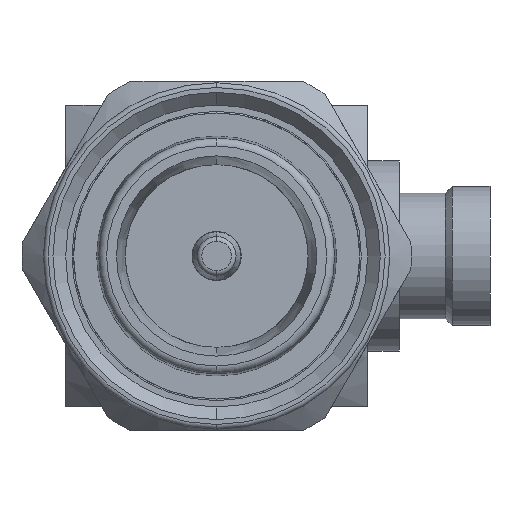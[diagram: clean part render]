
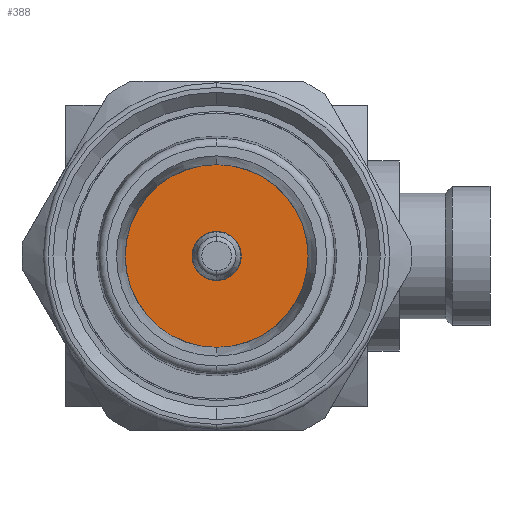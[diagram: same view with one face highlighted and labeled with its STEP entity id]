
A CAD part, left-side view. The second image highlights one B-rep face of the part: STEP entity #388.
In plain terms, the highlighted planar face has unit normal (-1, 0, 0).
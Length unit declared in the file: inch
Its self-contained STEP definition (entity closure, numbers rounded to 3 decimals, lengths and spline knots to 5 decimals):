
#5 = DIRECTION ( 'NONE',  ( 0., 0., -1. ) ) ;
#388 = ADVANCED_FACE ( 'NONE', ( #3766, #5400 ), #5357, .F. ) ;
#430 = CIRCLE ( 'NONE', #1729, 0.06102 ) ;
#793 = DIRECTION ( 'NONE',  ( 0., 0., -1. ) ) ;
#943 = CIRCLE ( 'NONE', #4613, 0.06102 ) ;
#1022 = CARTESIAN_POINT ( 'NONE',  ( -0.36614, 0., -0.22638 ) ) ;
#1054 = DIRECTION ( 'NONE',  ( 0., 0., 1. ) ) ;
#1085 = CARTESIAN_POINT ( 'NONE',  ( -0.36614, 0., -0.06102 ) ) ;
#1271 = EDGE_CURVE ( 'NONE', #1987, #3942, #943, .T. ) ;
#1286 = CARTESIAN_POINT ( 'NONE',  ( -0.36614, 0., 0. ) ) ;
#1331 = ORIENTED_EDGE ( 'NONE', *, *, #2343, .T. ) ;
#1694 = VERTEX_POINT ( 'NONE', #1022 ) ;
#1696 = DIRECTION ( 'NONE',  ( -1., 0., 0. ) ) ;
#1729 = AXIS2_PLACEMENT_3D ( 'NONE', #1286, #2692, #793 ) ;
#1953 = CARTESIAN_POINT ( 'NONE',  ( -0.36614, 0., 0.06102 ) ) ;
#1987 = VERTEX_POINT ( 'NONE', #1953 ) ;
#2007 = EDGE_CURVE ( 'NONE', #5851, #1694, #4721, .T. ) ;
#2040 = DIRECTION ( 'NONE',  ( 0., 1., 0. ) ) ;
#2296 = ORIENTED_EDGE ( 'NONE', *, *, #2007, .T. ) ;
#2327 = ORIENTED_EDGE ( 'NONE', *, *, #1271, .T. ) ;
#2343 = EDGE_CURVE ( 'NONE', #3942, #1987, #430, .T. ) ;
#2462 = DIRECTION ( 'NONE',  ( -1., 0., 0. ) ) ;
#2692 = DIRECTION ( 'NONE',  ( 1., 0., 0. ) ) ;
#2798 = DIRECTION ( 'NONE',  ( 1., 0., 0. ) ) ;
#3052 = DIRECTION ( 'NONE',  ( 0., 0., 1. ) ) ;
#3119 = AXIS2_PLACEMENT_3D ( 'NONE', #4073, #1696, #3052 ) ;
#3543 = ORIENTED_EDGE ( 'NONE', *, *, #5434, .T. ) ;
#3766 = FACE_BOUND ( 'NONE', #4151, .T. ) ;
#3942 = VERTEX_POINT ( 'NONE', #1085 ) ;
#4073 = CARTESIAN_POINT ( 'NONE',  ( -0.36614, 0., 0. ) ) ;
#4151 = EDGE_LOOP ( 'NONE', ( #2327, #1331 ) ) ;
#4225 = AXIS2_PLACEMENT_3D ( 'NONE', #5242, #2462, #1054 ) ;
#4613 = AXIS2_PLACEMENT_3D ( 'NONE', #4771, #2798, #5 ) ;
#4721 = CIRCLE ( 'NONE', #4225, 0.22638 ) ;
#4771 = CARTESIAN_POINT ( 'NONE',  ( -0.36614, 0., 0. ) ) ;
#4829 = DIRECTION ( 'NONE',  ( 1., 0., 0. ) ) ;
#4898 = CARTESIAN_POINT ( 'NONE',  ( -0.36614, 0.20079, 0. ) ) ;
#5128 = CIRCLE ( 'NONE', #3119, 0.22638 ) ;
#5242 = CARTESIAN_POINT ( 'NONE',  ( -0.36614, 0., 0. ) ) ;
#5357 = PLANE ( 'NONE',  #6044 ) ;
#5400 = FACE_OUTER_BOUND ( 'NONE', #5742, .T. ) ;
#5434 = EDGE_CURVE ( 'NONE', #1694, #5851, #5128, .T. ) ;
#5742 = EDGE_LOOP ( 'NONE', ( #2296, #3543 ) ) ;
#5851 = VERTEX_POINT ( 'NONE', #6019 ) ;
#6019 = CARTESIAN_POINT ( 'NONE',  ( -0.36614, 0., 0.22638 ) ) ;
#6044 = AXIS2_PLACEMENT_3D ( 'NONE', #4898, #4829, #2040 ) ;
